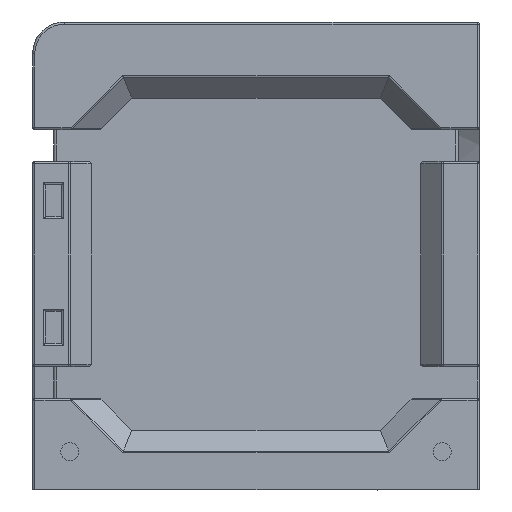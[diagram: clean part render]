
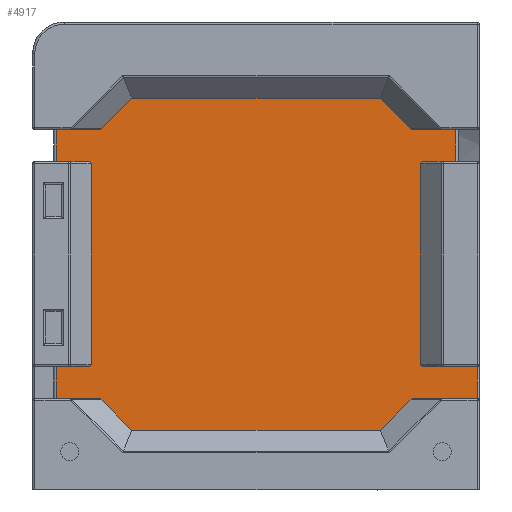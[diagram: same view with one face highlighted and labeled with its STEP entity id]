
A CAD part, left-side view. The second image highlights one B-rep face of the part: STEP entity #4917.
In plain terms, the highlighted planar face has unit normal (-1, 0, 0).
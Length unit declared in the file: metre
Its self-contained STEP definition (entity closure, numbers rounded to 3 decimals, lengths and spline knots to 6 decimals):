
#242=ELLIPSE('',#5258,0.000346,0.0002);
#243=ELLIPSE('',#5259,0.000346,0.0002);
#244=ELLIPSE('',#5260,0.000283,0.0002);
#245=ELLIPSE('',#5261,0.000283,0.0002);
#246=ELLIPSE('',#5262,0.000346,0.0002);
#247=ELLIPSE('',#5263,0.000346,0.0002);
#248=ELLIPSE('',#5264,0.000283,0.0002);
#249=ELLIPSE('',#5265,0.000283,0.0002);
#540=LINE('',#7945,#889);
#541=LINE('',#7948,#890);
#542=LINE('',#7950,#891);
#543=LINE('',#7954,#892);
#544=LINE('',#7956,#893);
#545=LINE('',#7958,#894);
#546=LINE('',#7962,#895);
#547=LINE('',#7964,#896);
#548=LINE('',#7966,#897);
#549=LINE('',#7970,#898);
#550=LINE('',#7974,#899);
#551=LINE('',#7976,#900);
#552=LINE('',#7978,#901);
#553=LINE('',#7982,#902);
#554=LINE('',#7984,#903);
#555=LINE('',#7986,#904);
#556=LINE('',#7990,#905);
#557=LINE('',#7992,#906);
#558=LINE('',#7994,#907);
#559=LINE('',#7998,#908);
#889=VECTOR('',#5854,1.);
#890=VECTOR('',#5855,1.);
#891=VECTOR('',#5856,1.);
#892=VECTOR('',#5859,1.);
#893=VECTOR('',#5860,1.);
#894=VECTOR('',#5861,1.);
#895=VECTOR('',#5864,1.);
#896=VECTOR('',#5865,1.);
#897=VECTOR('',#5866,1.);
#898=VECTOR('',#5869,1.);
#899=VECTOR('',#5872,1.);
#900=VECTOR('',#5873,1.);
#901=VECTOR('',#5874,1.);
#902=VECTOR('',#5877,1.);
#903=VECTOR('',#5878,1.);
#904=VECTOR('',#5879,1.);
#905=VECTOR('',#5882,1.);
#906=VECTOR('',#5883,1.);
#907=VECTOR('',#5884,1.);
#908=VECTOR('',#5887,1.);
#1247=ORIENTED_EDGE('',*,*,#2767,.F.);
#1248=ORIENTED_EDGE('',*,*,#2768,.T.);
#1249=ORIENTED_EDGE('',*,*,#2769,.F.);
#1250=ORIENTED_EDGE('',*,*,#2770,.T.);
#1251=ORIENTED_EDGE('',*,*,#2771,.F.);
#1252=ORIENTED_EDGE('',*,*,#2772,.F.);
#1253=ORIENTED_EDGE('',*,*,#2773,.F.);
#1254=ORIENTED_EDGE('',*,*,#2774,.T.);
#1255=ORIENTED_EDGE('',*,*,#2775,.T.);
#1256=ORIENTED_EDGE('',*,*,#2776,.F.);
#1257=ORIENTED_EDGE('',*,*,#2777,.F.);
#1258=ORIENTED_EDGE('',*,*,#2778,.T.);
#1259=ORIENTED_EDGE('',*,*,#2779,.T.);
#1260=ORIENTED_EDGE('',*,*,#2780,.T.);
#1261=ORIENTED_EDGE('',*,*,#2781,.T.);
#1262=ORIENTED_EDGE('',*,*,#2782,.F.);
#1263=ORIENTED_EDGE('',*,*,#2783,.F.);
#1264=ORIENTED_EDGE('',*,*,#2784,.T.);
#1265=ORIENTED_EDGE('',*,*,#2785,.F.);
#1266=ORIENTED_EDGE('',*,*,#2786,.F.);
#1267=ORIENTED_EDGE('',*,*,#2787,.F.);
#1268=ORIENTED_EDGE('',*,*,#2788,.T.);
#1269=ORIENTED_EDGE('',*,*,#2789,.F.);
#1270=ORIENTED_EDGE('',*,*,#2790,.F.);
#1271=ORIENTED_EDGE('',*,*,#2791,.F.);
#1272=ORIENTED_EDGE('',*,*,#2792,.T.);
#1273=ORIENTED_EDGE('',*,*,#2793,.F.);
#1274=ORIENTED_EDGE('',*,*,#2794,.T.);
#2767=EDGE_CURVE('',#3527,#3528,#540,.T.);
#2768=EDGE_CURVE('',#3527,#3529,#541,.F.);
#2769=EDGE_CURVE('',#3530,#3529,#542,.T.);
#2770=EDGE_CURVE('',#3530,#3531,#242,.T.);
#2771=EDGE_CURVE('',#3532,#3531,#543,.T.);
#2772=EDGE_CURVE('',#3533,#3532,#544,.T.);
#2773=EDGE_CURVE('',#3534,#3533,#545,.T.);
#2774=EDGE_CURVE('',#3534,#3535,#243,.T.);
#2775=EDGE_CURVE('',#3535,#3536,#546,.T.);
#2776=EDGE_CURVE('',#3537,#3536,#547,.T.);
#2777=EDGE_CURVE('',#3538,#3537,#548,.T.);
#2778=EDGE_CURVE('',#3538,#3539,#244,.T.);
#2779=EDGE_CURVE('',#3539,#3540,#549,.T.);
#2780=EDGE_CURVE('',#3540,#3541,#245,.T.);
#2781=EDGE_CURVE('',#3541,#3542,#550,.T.);
#2782=EDGE_CURVE('',#3543,#3542,#551,.T.);
#2783=EDGE_CURVE('',#3544,#3543,#552,.T.);
#2784=EDGE_CURVE('',#3544,#3545,#246,.T.);
#2785=EDGE_CURVE('',#3546,#3545,#553,.T.);
#2786=EDGE_CURVE('',#3547,#3546,#554,.T.);
#2787=EDGE_CURVE('',#3548,#3547,#555,.T.);
#2788=EDGE_CURVE('',#3548,#3549,#247,.T.);
#2789=EDGE_CURVE('',#3550,#3549,#556,.T.);
#2790=EDGE_CURVE('',#3551,#3550,#557,.T.);
#2791=EDGE_CURVE('',#3552,#3551,#558,.T.);
#2792=EDGE_CURVE('',#3552,#3553,#248,.T.);
#2793=EDGE_CURVE('',#3554,#3553,#559,.T.);
#2794=EDGE_CURVE('',#3554,#3528,#249,.T.);
#3527=VERTEX_POINT('',#7946);
#3528=VERTEX_POINT('',#7947);
#3529=VERTEX_POINT('',#7949);
#3530=VERTEX_POINT('',#7951);
#3531=VERTEX_POINT('',#7953);
#3532=VERTEX_POINT('',#7955);
#3533=VERTEX_POINT('',#7957);
#3534=VERTEX_POINT('',#7959);
#3535=VERTEX_POINT('',#7961);
#3536=VERTEX_POINT('',#7963);
#3537=VERTEX_POINT('',#7965);
#3538=VERTEX_POINT('',#7967);
#3539=VERTEX_POINT('',#7969);
#3540=VERTEX_POINT('',#7971);
#3541=VERTEX_POINT('',#7973);
#3542=VERTEX_POINT('',#7975);
#3543=VERTEX_POINT('',#7977);
#3544=VERTEX_POINT('',#7979);
#3545=VERTEX_POINT('',#7981);
#3546=VERTEX_POINT('',#7983);
#3547=VERTEX_POINT('',#7985);
#3548=VERTEX_POINT('',#7987);
#3549=VERTEX_POINT('',#7989);
#3550=VERTEX_POINT('',#7991);
#3551=VERTEX_POINT('',#7993);
#3552=VERTEX_POINT('',#7995);
#3553=VERTEX_POINT('',#7997);
#3554=VERTEX_POINT('',#7999);
#4100=EDGE_LOOP('',(#1247,#1248,#1249,#1250,#1251,#1252,#1253,#1254,#1255,
#1256,#1257,#1258,#1259,#1260,#1261,#1262,#1263,#1264,#1265,#1266,#1267,
#1268,#1269,#1270,#1271,#1272,#1273,#1274));
#4463=FACE_BOUND('',#4100,.T.);
#4823=PLANE('',#5257);
#4917=ADVANCED_FACE('',(#4463),#4823,.F.);
#5257=AXIS2_PLACEMENT_3D('',#7944,#5852,#5853);
#5258=AXIS2_PLACEMENT_3D('',#7952,#5857,#5858);
#5259=AXIS2_PLACEMENT_3D('',#7960,#5862,#5863);
#5260=AXIS2_PLACEMENT_3D('',#7968,#5867,#5868);
#5261=AXIS2_PLACEMENT_3D('',#7972,#5870,#5871);
#5262=AXIS2_PLACEMENT_3D('',#7980,#5875,#5876);
#5263=AXIS2_PLACEMENT_3D('',#7988,#5880,#5881);
#5264=AXIS2_PLACEMENT_3D('',#7996,#5885,#5886);
#5265=AXIS2_PLACEMENT_3D('',#8000,#5888,#5889);
#5852=DIRECTION('',(1.,0.,0.));
#5853=DIRECTION('',(0.,0.,-1.));
#5854=DIRECTION('',(0.,1.,0.));
#5855=DIRECTION('',(0.,0.,-1.));
#5856=DIRECTION('',(0.,-1.,0.));
#5857=DIRECTION('',(1.,0.,0.));
#5858=DIRECTION('',(0.,1.,0.));
#5859=DIRECTION('',(0.,-0.707,-0.707));
#5860=DIRECTION('',(0.,-1.,0.));
#5861=DIRECTION('',(0.,-0.707,0.707));
#5862=DIRECTION('',(1.,0.,0.));
#5863=DIRECTION('',(0.,-1.,0.));
#5864=DIRECTION('',(0.,1.,0.));
#5865=DIRECTION('',(0.,0.,1.));
#5866=DIRECTION('',(0.,1.,0.));
#5867=DIRECTION('',(1.,0.,0.));
#5868=DIRECTION('',(0.,-1.,0.));
#5869=DIRECTION('',(0.,0.,-1.));
#5870=DIRECTION('',(1.,0.,0.));
#5871=DIRECTION('',(0.,-1.,0.));
#5872=DIRECTION('',(0.,1.,0.));
#5873=DIRECTION('',(0.,0.,1.));
#5874=DIRECTION('',(0.,1.,0.));
#5875=DIRECTION('',(1.,0.,0.));
#5876=DIRECTION('',(0.,-1.,0.));
#5877=DIRECTION('',(0.,0.707,0.707));
#5878=DIRECTION('',(0.,1.,0.));
#5879=DIRECTION('',(0.,0.707,-0.707));
#5880=DIRECTION('',(1.,0.,0.));
#5881=DIRECTION('',(0.,1.,0.));
#5882=DIRECTION('',(0.,1.,0.));
#5883=DIRECTION('',(0.,0.,-1.));
#5884=DIRECTION('',(0.,-1.,0.));
#5885=DIRECTION('',(1.,0.,0.));
#5886=DIRECTION('',(0.,1.,0.));
#5887=DIRECTION('',(0.,0.,-1.));
#5888=DIRECTION('',(1.,0.,0.));
#5889=DIRECTION('',(0.,1.,0.));
#7944=CARTESIAN_POINT('',(-0.018075,-0.017791,0.037384));
#7945=CARTESIAN_POINT('',(-0.018075,-0.016083,0.035884));
#7946=CARTESIAN_POINT('',(-0.018075,-0.0173,0.035884));
#7947=CARTESIAN_POINT('',(-0.018075,-0.014283,0.035884));
#7948=CARTESIAN_POINT('',(-0.018075,-0.0173,0.037384));
#7949=CARTESIAN_POINT('',(-0.018075,-0.0173,0.038884));
#7950=CARTESIAN_POINT('',(-0.018075,-0.016083,0.038884));
#7951=CARTESIAN_POINT('',(-0.018075,-0.013337,0.038884));
#7952=CARTESIAN_POINT('',(-0.018075,-0.013337,0.039084));
#7953=CARTESIAN_POINT('',(-0.018075,-0.013037,0.038984));
#7954=CARTESIAN_POINT('',(-0.018075,-0.010867,0.041155));
#7955=CARTESIAN_POINT('',(-0.018075,-0.010172,0.04185));
#7956=CARTESIAN_POINT('',(-0.018075,0.00775,0.04185));
#7957=CARTESIAN_POINT('',(-0.018075,0.013172,0.04185));
#7958=CARTESIAN_POINT('',(-0.018075,0.016367,0.038655));
#7959=CARTESIAN_POINT('',(-0.018075,0.016037,0.038984));
#7960=CARTESIAN_POINT('',(-0.018075,0.016337,0.039084));
#7961=CARTESIAN_POINT('',(-0.018075,0.016337,0.038884));
#7962=CARTESIAN_POINT('',(-0.018075,-0.016083,0.038884));
#7963=CARTESIAN_POINT('',(-0.018075,0.0203,0.038884));
#7964=CARTESIAN_POINT('',(-0.018075,0.0203,0.038134));
#7965=CARTESIAN_POINT('',(-0.018075,0.0203,0.035884));
#7966=CARTESIAN_POINT('',(-0.018075,-0.016083,0.035884));
#7967=CARTESIAN_POINT('',(-0.018075,0.017283,0.035884));
#7968=CARTESIAN_POINT('',(-0.018075,0.017283,0.035684));
#7969=CARTESIAN_POINT('',(-0.018075,0.017,0.035684));
#7970=CARTESIAN_POINT('',(-0.018075,0.017,0.029785));
#7971=CARTESIAN_POINT('',(-0.018075,0.017,0.0168));
#7972=CARTESIAN_POINT('',(-0.018075,0.017283,0.0168));
#7973=CARTESIAN_POINT('',(-0.018075,0.017283,0.0166));
#7974=CARTESIAN_POINT('',(-0.018075,-0.017791,0.0166));
#7975=CARTESIAN_POINT('',(-0.018075,0.0203,0.0166));
#7976=CARTESIAN_POINT('',(-0.018075,0.0203,0.038134));
#7977=CARTESIAN_POINT('',(-0.018075,0.0203,0.0136));
#7978=CARTESIAN_POINT('',(-0.018075,-0.0195,0.0136));
#7979=CARTESIAN_POINT('',(-0.018075,0.016372,0.0136));
#7980=CARTESIAN_POINT('',(-0.018075,0.016372,0.0134));
#7981=CARTESIAN_POINT('',(-0.018075,0.016072,0.0135));
#7982=CARTESIAN_POINT('',(-0.018075,0.013867,0.011295));
#7983=CARTESIAN_POINT('',(-0.018075,0.013172,0.0106));
#7984=CARTESIAN_POINT('',(-0.018075,-0.00475,0.0106));
#7985=CARTESIAN_POINT('',(-0.018075,-0.010172,0.0106));
#7986=CARTESIAN_POINT('',(-0.018075,-0.013367,0.013795));
#7987=CARTESIAN_POINT('',(-0.018075,-0.013072,0.0135));
#7988=CARTESIAN_POINT('',(-0.018075,-0.013372,0.0134));
#7989=CARTESIAN_POINT('',(-0.018075,-0.013372,0.0136));
#7990=CARTESIAN_POINT('',(-0.018075,-0.016,0.0136));
#7991=CARTESIAN_POINT('',(-0.018075,-0.0193,0.0136));
#7992=CARTESIAN_POINT('',(-0.018075,-0.0193,0.021192));
#7993=CARTESIAN_POINT('',(-0.018075,-0.0193,0.0166));
#7994=CARTESIAN_POINT('',(-0.018075,-0.0195,0.0166));
#7995=CARTESIAN_POINT('',(-0.018075,-0.014283,0.0166));
#7996=CARTESIAN_POINT('',(-0.018075,-0.014283,0.0168));
#7997=CARTESIAN_POINT('',(-0.018075,-0.014,0.0168));
#7998=CARTESIAN_POINT('',(-0.018075,-0.014,0.032537));
#7999=CARTESIAN_POINT('',(-0.018075,-0.014,0.035684));
#8000=CARTESIAN_POINT('',(-0.018075,-0.014283,0.035684));
